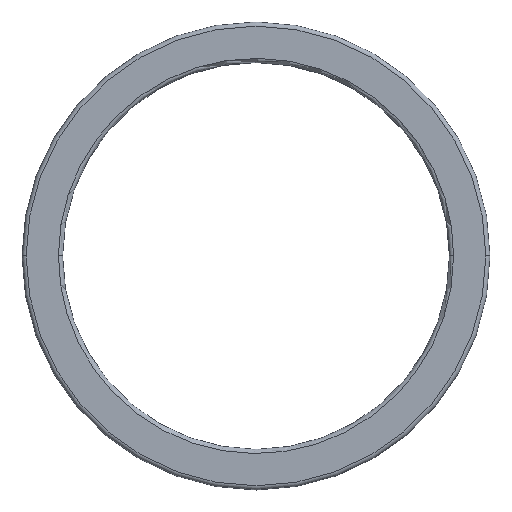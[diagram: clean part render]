
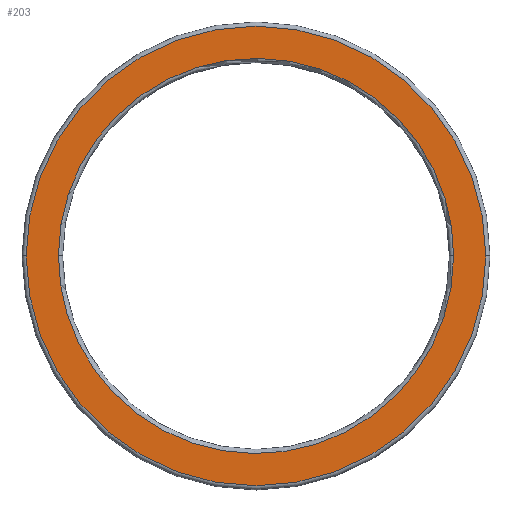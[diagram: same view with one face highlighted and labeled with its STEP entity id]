
A CAD part, top view. The second image highlights one B-rep face of the part: STEP entity #203.
In plain terms, the highlighted planar face has unit normal (0, 0, 1).
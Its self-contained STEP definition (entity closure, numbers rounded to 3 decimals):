
#54=AXIS2_PLACEMENT_3D('Circle Axis2P3D',#52,#53,$) ;
#123=AXIS2_PLACEMENT_3D('Circle Axis2P3D',#121,#122,$) ;
#137=AXIS2_PLACEMENT_3D('Plane Axis2P3D',#134,#135,#136) ;
#49=CARTESIAN_POINT('Vertex',(0.2,11.25,2.)) ;
#52=CARTESIAN_POINT('Axis2P3D Location',(11.25,11.25,2.)) ;
#56=CARTESIAN_POINT('Vertex',(22.3,11.25,2.)) ;
#121=CARTESIAN_POINT('Axis2P3D Location',(11.25,11.25,2.)) ;
#134=CARTESIAN_POINT('Axis2P3D Location',(11.25,11.25,2.)) ;
#144=CARTESIAN_POINT('Control Point',(20.75,11.25,2.)) ;
#145=CARTESIAN_POINT('Control Point',(20.75,10.344,2.)) ;
#146=CARTESIAN_POINT('Control Point',(20.642,9.438,2.)) ;
#147=CARTESIAN_POINT('Control Point',(20.426,8.549,2.)) ;
#148=CARTESIAN_POINT('Control Point',(19.786,6.84,2.)) ;
#149=CARTESIAN_POINT('Control Point',(18.763,5.33,2.)) ;
#150=CARTESIAN_POINT('Control Point',(18.163,4.639,2.)) ;
#151=CARTESIAN_POINT('Control Point',(16.81,3.414,2.)) ;
#152=CARTESIAN_POINT('Control Point',(15.208,2.542,2.)) ;
#153=CARTESIAN_POINT('Control Point',(14.358,2.204,2.)) ;
#154=CARTESIAN_POINT('Control Point',(12.594,1.736,2.)) ;
#155=CARTESIAN_POINT('Control Point',(10.769,1.697,2.)) ;
#156=CARTESIAN_POINT('Control Point',(9.859,1.786,2.)) ;
#157=CARTESIAN_POINT('Control Point',(8.077,2.181,2.)) ;
#158=CARTESIAN_POINT('Control Point',(6.438,2.983,2.)) ;
#159=CARTESIAN_POINT('Control Point',(5.671,3.481,2.)) ;
#160=CARTESIAN_POINT('Control Point',(4.269,4.649,2.)) ;
#161=CARTESIAN_POINT('Control Point',(3.181,6.114,2.)) ;
#162=CARTESIAN_POINT('Control Point',(2.727,6.908,2.)) ;
#163=CARTESIAN_POINT('Control Point',(2.164,8.243,2.)) ;
#164=CARTESIAN_POINT('Control Point',(1.862,9.654,2.)) ;
#165=CARTESIAN_POINT('Control Point',(1.787,10.184,2.)) ;
#166=CARTESIAN_POINT('Control Point',(1.75,10.717,2.)) ;
#167=CARTESIAN_POINT('Control Point',(1.75,11.25,2.)) ;
#168=CARTESIAN_POINT('Vertex',(20.75,11.25,2.)) ;
#170=CARTESIAN_POINT('Vertex',(1.75,11.25,2.)) ;
#174=CARTESIAN_POINT('Control Point',(1.75,11.25,2.)) ;
#175=CARTESIAN_POINT('Control Point',(1.75,12.156,2.)) ;
#176=CARTESIAN_POINT('Control Point',(1.858,13.062,2.)) ;
#177=CARTESIAN_POINT('Control Point',(2.074,13.951,2.)) ;
#178=CARTESIAN_POINT('Control Point',(2.714,15.66,2.)) ;
#179=CARTESIAN_POINT('Control Point',(3.737,17.17,2.)) ;
#180=CARTESIAN_POINT('Control Point',(4.337,17.861,2.)) ;
#181=CARTESIAN_POINT('Control Point',(5.69,19.086,2.)) ;
#182=CARTESIAN_POINT('Control Point',(7.292,19.958,2.)) ;
#183=CARTESIAN_POINT('Control Point',(8.142,20.296,2.)) ;
#184=CARTESIAN_POINT('Control Point',(9.906,20.764,2.)) ;
#185=CARTESIAN_POINT('Control Point',(11.731,20.803,2.)) ;
#186=CARTESIAN_POINT('Control Point',(12.641,20.714,2.)) ;
#187=CARTESIAN_POINT('Control Point',(14.423,20.319,2.)) ;
#188=CARTESIAN_POINT('Control Point',(16.062,19.517,2.)) ;
#189=CARTESIAN_POINT('Control Point',(16.829,19.019,2.)) ;
#190=CARTESIAN_POINT('Control Point',(18.231,17.851,2.)) ;
#191=CARTESIAN_POINT('Control Point',(19.319,16.386,2.)) ;
#192=CARTESIAN_POINT('Control Point',(19.773,15.592,2.)) ;
#193=CARTESIAN_POINT('Control Point',(20.336,14.257,2.)) ;
#194=CARTESIAN_POINT('Control Point',(20.638,12.846,2.)) ;
#195=CARTESIAN_POINT('Control Point',(20.713,12.316,2.)) ;
#196=CARTESIAN_POINT('Control Point',(20.75,11.783,2.)) ;
#197=CARTESIAN_POINT('Control Point',(20.75,11.25,2.)) ;
#53=DIRECTION('Axis2P3D Direction',(0.,0.,1.)) ;
#122=DIRECTION('Axis2P3D Direction',(0.,0.,1.)) ;
#135=DIRECTION('Axis2P3D Direction',(0.,0.,1.)) ;
#136=DIRECTION('Axis2P3D XDirection',(1.,0.,0.)) ;
#140=ORIENTED_EDGE('',*,*,#58,.T.) ;
#141=ORIENTED_EDGE('',*,*,#125,.T.) ;
#200=ORIENTED_EDGE('',*,*,#172,.T.) ;
#201=ORIENTED_EDGE('',*,*,#198,.T.) ;
#202=FACE_BOUND('',#199,.T.) ;
#203=ADVANCED_FACE('Verrundung1',(#142,#202),#138,.T.) ;
#143=B_SPLINE_CURVE_WITH_KNOTS('',5,(#144,#145,#146,#147,#148,#149,#150,#151,#152,#153,#154,#155,#156,#157,#158,#159,#160,#161,#162,#163,#164,#165,#166,#167),.UNSPECIFIED.,.F.,.U.,(6,3,3,3,3,3,3,6),(0.,6.42,12.841,19.261,25.682,32.102,38.522,42.301),.UNSPECIFIED.) ;
#173=B_SPLINE_CURVE_WITH_KNOTS('',5,(#174,#175,#176,#177,#178,#179,#180,#181,#182,#183,#184,#185,#186,#187,#188,#189,#190,#191,#192,#193,#194,#195,#196,#197),.UNSPECIFIED.,.F.,.U.,(6,3,3,3,3,3,3,6),(0.,6.42,12.841,19.261,25.682,32.102,38.522,42.301),.UNSPECIFIED.) ;
#55=CIRCLE('generated circle',#54,11.05) ;
#124=CIRCLE('generated circle',#123,11.05) ;
#58=EDGE_CURVE('',#57,#50,#55,.T.) ;
#125=EDGE_CURVE('',#50,#57,#124,.T.) ;
#172=EDGE_CURVE('',#169,#171,#143,.T.) ;
#198=EDGE_CURVE('',#171,#169,#173,.T.) ;
#139=EDGE_LOOP('',(#140,#141)) ;
#199=EDGE_LOOP('',(#200,#201)) ;
#142=FACE_OUTER_BOUND('',#139,.T.) ;
#138=PLANE('',#137) ;
#50=VERTEX_POINT('',#49) ;
#57=VERTEX_POINT('',#56) ;
#169=VERTEX_POINT('',#168) ;
#171=VERTEX_POINT('',#170) ;
